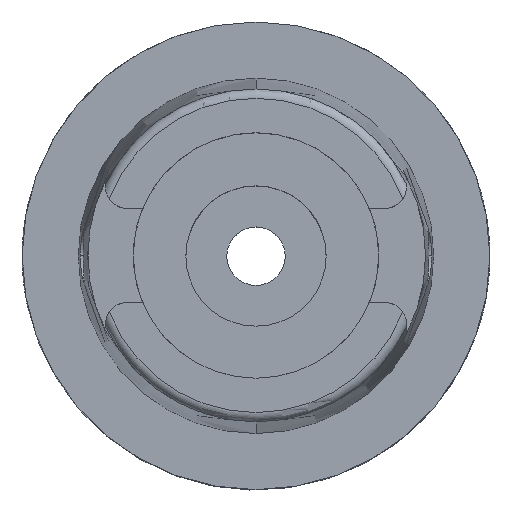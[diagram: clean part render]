
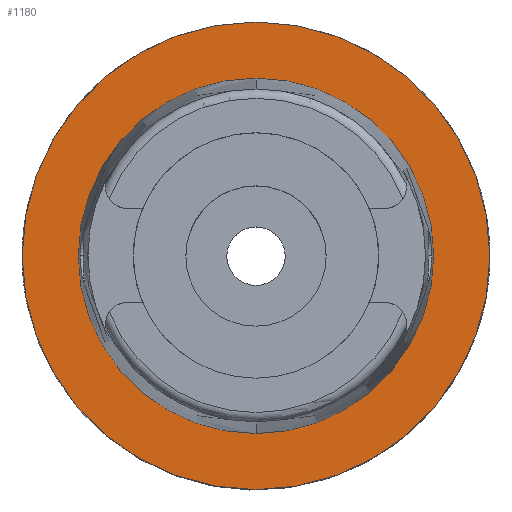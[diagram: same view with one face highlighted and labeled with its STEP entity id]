
A CAD part, top view. The second image highlights one B-rep face of the part: STEP entity #1180.
In plain terms, the highlighted planar face has unit normal (0, 0, 1).
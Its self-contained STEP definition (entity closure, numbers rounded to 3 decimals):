
#85 = FACE_OUTER_BOUND ( 'NONE', #2751, .T. ) ;
#97 = EDGE_CURVE ( 'NONE', #3498, #1201, #2639, .T. ) ;
#100 = ORIENTED_EDGE ( 'NONE', *, *, #4841, .F. ) ;
#146 = AXIS2_PLACEMENT_3D ( 'NONE', #871, #5054, #4941 ) ;
#195 = EDGE_LOOP ( 'NONE', ( #4669, #4879 ) ) ;
#333 = DIRECTION ( 'NONE',  ( 0., 1., 0. ) ) ;
#599 = EDGE_CURVE ( 'NONE', #4673, #5329, #2112, .T. ) ;
#612 = CIRCLE ( 'NONE', #958, 15.2 ) ;
#868 = CARTESIAN_POINT ( 'NONE',  ( 0., 20., 0. ) ) ;
#871 = CARTESIAN_POINT ( 'NONE',  ( 0., 0., 0. ) ) ;
#901 = DIRECTION ( 'NONE',  ( 1., 0., 0. ) ) ;
#958 = AXIS2_PLACEMENT_3D ( 'NONE', #1071, #2242, #3896 ) ;
#1011 = CARTESIAN_POINT ( 'NONE',  ( 0., -20., 0. ) ) ;
#1071 = CARTESIAN_POINT ( 'NONE',  ( 0., 0., 0. ) ) ;
#1180 = ADVANCED_FACE ( 'NONE', ( #85, #1396 ), #1721, .T. ) ;
#1201 = VERTEX_POINT ( 'NONE', #1011 ) ;
#1356 = DIRECTION ( 'NONE',  ( 0., 0., -1. ) ) ;
#1396 = FACE_BOUND ( 'NONE', #195, .T. ) ;
#1721 = PLANE ( 'NONE',  #2982 ) ;
#1876 = DIRECTION ( 'NONE',  ( 0., 1., 0. ) ) ;
#2112 = CIRCLE ( 'NONE', #2205, 15.2 ) ;
#2205 = AXIS2_PLACEMENT_3D ( 'NONE', #4023, #4466, #333 ) ;
#2242 = DIRECTION ( 'NONE',  ( 0., 0., 1. ) ) ;
#2463 = ORIENTED_EDGE ( 'NONE', *, *, #97, .F. ) ;
#2639 = CIRCLE ( 'NONE', #4316, 20. ) ;
#2751 = EDGE_LOOP ( 'NONE', ( #2463, #100 ) ) ;
#2982 = AXIS2_PLACEMENT_3D ( 'NONE', #4708, #4763, #901 ) ;
#3274 = CIRCLE ( 'NONE', #146, 20. ) ;
#3425 = CARTESIAN_POINT ( 'NONE',  ( 0., -15.2, 0. ) ) ;
#3498 = VERTEX_POINT ( 'NONE', #868 ) ;
#3896 = DIRECTION ( 'NONE',  ( 0., -1., 0. ) ) ;
#3947 = CARTESIAN_POINT ( 'NONE',  ( 0., 0., 0. ) ) ;
#3992 = EDGE_CURVE ( 'NONE', #5329, #4673, #612, .T. ) ;
#4023 = CARTESIAN_POINT ( 'NONE',  ( 0., 0., 0. ) ) ;
#4316 = AXIS2_PLACEMENT_3D ( 'NONE', #3947, #1356, #1876 ) ;
#4466 = DIRECTION ( 'NONE',  ( 0., 0., 1. ) ) ;
#4669 = ORIENTED_EDGE ( 'NONE', *, *, #599, .F. ) ;
#4673 = VERTEX_POINT ( 'NONE', #4913 ) ;
#4708 = CARTESIAN_POINT ( 'NONE',  ( 0., 0., 0. ) ) ;
#4763 = DIRECTION ( 'NONE',  ( 0., 0., 1. ) ) ;
#4841 = EDGE_CURVE ( 'NONE', #1201, #3498, #3274, .T. ) ;
#4879 = ORIENTED_EDGE ( 'NONE', *, *, #3992, .F. ) ;
#4913 = CARTESIAN_POINT ( 'NONE',  ( 0., 15.2, 0. ) ) ;
#4941 = DIRECTION ( 'NONE',  ( 0., -1., 0. ) ) ;
#5054 = DIRECTION ( 'NONE',  ( 0., 0., -1. ) ) ;
#5329 = VERTEX_POINT ( 'NONE', #3425 ) ;
